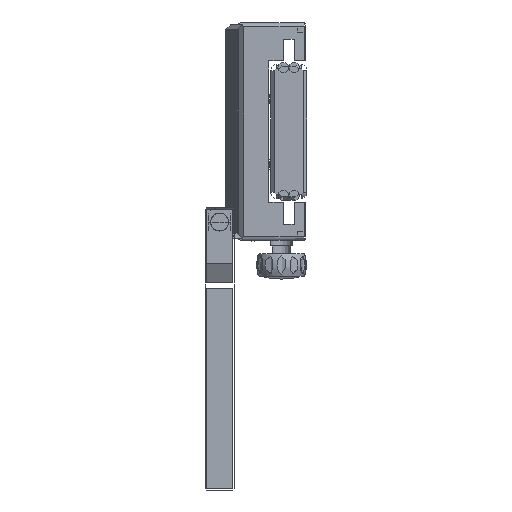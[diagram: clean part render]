
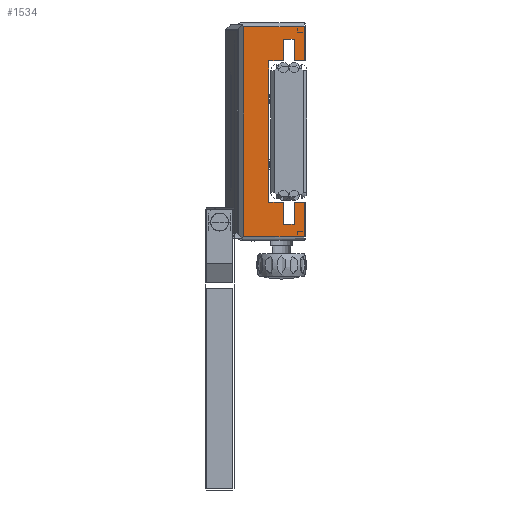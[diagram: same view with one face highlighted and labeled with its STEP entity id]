
A CAD part, left-side view. The second image highlights one B-rep face of the part: STEP entity #1534.
In plain terms, the highlighted planar face has unit normal (-1, 0, 0).
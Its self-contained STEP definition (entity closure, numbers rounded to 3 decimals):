
#1=DIRECTION('',(0.,-1.,0.));
#2=VECTOR('',#1,2.79);
#3=CARTESIAN_POINT('',(-85.,-1.51,-19.5));
#4=LINE('',#3,#2);
#5=DIRECTION('',(0.,0.,-1.));
#6=VECTOR('',#5,9.5);
#7=CARTESIAN_POINT('',(-85.,-4.3,-19.5));
#8=LINE('',#7,#6);
#9=DIRECTION('',(0.,-1.,0.));
#10=VECTOR('',#9,16.8);
#11=CARTESIAN_POINT('',(-85.,12.5,-29.));
#12=LINE('',#11,#10);
#13=DIRECTION('',(0.,0.,-1.));
#14=VECTOR('',#13,58.);
#15=CARTESIAN_POINT('',(-85.,12.5,29.));
#16=LINE('',#15,#14);
#17=DIRECTION('',(0.,1.,0.));
#18=VECTOR('',#17,16.8);
#19=CARTESIAN_POINT('',(-85.,-4.3,29.));
#20=LINE('',#19,#18);
#21=DIRECTION('',(0.,0.,-1.));
#22=VECTOR('',#21,9.5);
#23=CARTESIAN_POINT('',(-85.,-4.3,29.));
#24=LINE('',#23,#22);
#25=DIRECTION('',(0.,1.,0.));
#26=VECTOR('',#25,2.79);
#27=CARTESIAN_POINT('',(-85.,-4.3,19.5));
#28=LINE('',#27,#26);
#29=DIRECTION('',(0.,0.,-1.));
#30=VECTOR('',#29,6.);
#31=CARTESIAN_POINT('',(-85.,-1.51,25.5));
#32=LINE('',#31,#30);
#33=DIRECTION('',(0.,1.,0.));
#34=VECTOR('',#33,3.02);
#35=CARTESIAN_POINT('',(-85.,-1.51,25.5));
#36=LINE('',#35,#34);
#37=DIRECTION('',(0.,0.,-1.));
#38=VECTOR('',#37,6.);
#39=CARTESIAN_POINT('',(-85.,1.51,25.5));
#40=LINE('',#39,#38);
#41=DIRECTION('',(0.,1.,0.));
#42=VECTOR('',#41,3.99);
#43=CARTESIAN_POINT('',(-85.,1.51,19.5));
#44=LINE('',#43,#42);
#45=DIRECTION('',(0.,0.,-1.));
#46=VECTOR('',#45,39.);
#47=CARTESIAN_POINT('',(-85.,5.5,19.5));
#48=LINE('',#47,#46);
#49=DIRECTION('',(0.,-1.,0.));
#50=VECTOR('',#49,3.99);
#51=CARTESIAN_POINT('',(-85.,5.5,-19.5));
#52=LINE('',#51,#50);
#53=DIRECTION('',(0.,0.,-1.));
#54=VECTOR('',#53,6.1);
#55=CARTESIAN_POINT('',(-85.,1.51,-19.5));
#56=LINE('',#55,#54);
#57=DIRECTION('',(0.,-1.,0.));
#58=VECTOR('',#57,3.02);
#59=CARTESIAN_POINT('',(-85.,1.51,-25.6));
#60=LINE('',#59,#58);
#61=DIRECTION('',(0.,0.,-1.));
#62=VECTOR('',#61,6.1);
#63=CARTESIAN_POINT('',(-85.,-1.51,-19.5));
#64=LINE('',#63,#62);
#922=CARTESIAN_POINT('',(-85.,12.5,29.));
#1116=CARTESIAN_POINT('',(-85.,-1.51,-25.6));
#1117=CARTESIAN_POINT('',(-85.,1.51,-25.6));
#1118=VERTEX_POINT('',#1116);
#1119=VERTEX_POINT('',#1117);
#1120=CARTESIAN_POINT('',(-85.,1.51,25.5));
#1121=CARTESIAN_POINT('',(-85.,-1.51,25.5));
#1122=VERTEX_POINT('',#1120);
#1123=VERTEX_POINT('',#1121);
#1132=CARTESIAN_POINT('',(-85.,1.51,-19.5));
#1133=CARTESIAN_POINT('',(-85.,5.5,-19.5));
#1134=VERTEX_POINT('',#1132);
#1135=VERTEX_POINT('',#1133);
#1136=CARTESIAN_POINT('',(-85.,5.5,19.5));
#1137=VERTEX_POINT('',#1136);
#1138=CARTESIAN_POINT('',(-85.,1.51,19.5));
#1139=VERTEX_POINT('',#1138);
#1148=CARTESIAN_POINT('',(-85.,-1.51,-19.5));
#1150=VERTEX_POINT('',#1148);
#1152=CARTESIAN_POINT('',(-85.,-1.51,19.5));
#1154=VERTEX_POINT('',#1152);
#1200=VERTEX_POINT('',#922);
#1201=CARTESIAN_POINT('',(-85.,12.5,-29.));
#1202=VERTEX_POINT('',#1201);
#1211=CARTESIAN_POINT('',(-85.,-4.3,-29.));
#1213=VERTEX_POINT('',#1211);
#1233=CARTESIAN_POINT('',(-85.,-4.3,29.));
#1234=VERTEX_POINT('',#1233);
#1243=CARTESIAN_POINT('',(-85.,-4.3,-19.5));
#1244=VERTEX_POINT('',#1243);
#1245=CARTESIAN_POINT('',(-85.,-4.3,19.5));
#1246=VERTEX_POINT('',#1245);
#1495=CARTESIAN_POINT('',(-85.,0.,0.));
#1496=DIRECTION('',(1.,0.,0.));
#1497=DIRECTION('',(0.,-1.,0.));
#1498=AXIS2_PLACEMENT_3D('',#1495,#1496,#1497);
#1499=PLANE('',#1498);
#1501=ORIENTED_EDGE('',*,*,#1500,.T.);
#1503=ORIENTED_EDGE('',*,*,#1502,.T.);
#1505=ORIENTED_EDGE('',*,*,#1504,.F.);
#1507=ORIENTED_EDGE('',*,*,#1506,.F.);
#1509=ORIENTED_EDGE('',*,*,#1508,.F.);
#1511=ORIENTED_EDGE('',*,*,#1510,.T.);
#1513=ORIENTED_EDGE('',*,*,#1512,.T.);
#1515=ORIENTED_EDGE('',*,*,#1514,.F.);
#1517=ORIENTED_EDGE('',*,*,#1516,.T.);
#1519=ORIENTED_EDGE('',*,*,#1518,.T.);
#1521=ORIENTED_EDGE('',*,*,#1520,.T.);
#1523=ORIENTED_EDGE('',*,*,#1522,.T.);
#1525=ORIENTED_EDGE('',*,*,#1524,.T.);
#1527=ORIENTED_EDGE('',*,*,#1526,.T.);
#1529=ORIENTED_EDGE('',*,*,#1528,.T.);
#1531=ORIENTED_EDGE('',*,*,#1530,.F.);
#1532=EDGE_LOOP('',(#1501,#1503,#1505,#1507,#1509,#1511,#1513,#1515,#1517,#1519,
#1521,#1523,#1525,#1527,#1529,#1531));
#1533=FACE_OUTER_BOUND('',#1532,.F.);
#1534=ADVANCED_FACE('',(#1533),#1499,.F.);
#1500=EDGE_CURVE('',#1150,#1244,#4,.T.);
#1502=EDGE_CURVE('',#1244,#1213,#8,.T.);
#1504=EDGE_CURVE('',#1202,#1213,#12,.T.);
#1506=EDGE_CURVE('',#1200,#1202,#16,.T.);
#1508=EDGE_CURVE('',#1234,#1200,#20,.T.);
#1510=EDGE_CURVE('',#1234,#1246,#24,.T.);
#1512=EDGE_CURVE('',#1246,#1154,#28,.T.);
#1514=EDGE_CURVE('',#1123,#1154,#32,.T.);
#1516=EDGE_CURVE('',#1123,#1122,#36,.T.);
#1518=EDGE_CURVE('',#1122,#1139,#40,.T.);
#1520=EDGE_CURVE('',#1139,#1137,#44,.T.);
#1522=EDGE_CURVE('',#1137,#1135,#48,.T.);
#1524=EDGE_CURVE('',#1135,#1134,#52,.T.);
#1526=EDGE_CURVE('',#1134,#1119,#56,.T.);
#1528=EDGE_CURVE('',#1119,#1118,#60,.T.);
#1530=EDGE_CURVE('',#1150,#1118,#64,.T.);
